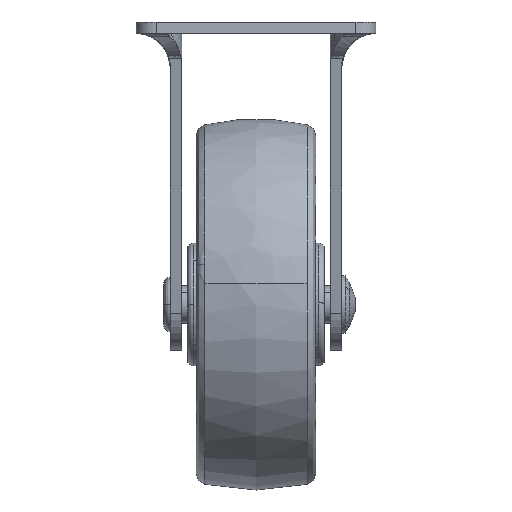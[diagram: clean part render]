
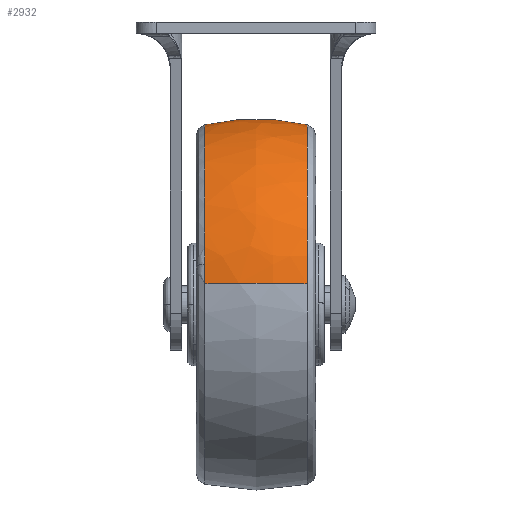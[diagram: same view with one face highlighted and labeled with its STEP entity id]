
A CAD part, left-side view. The second image highlights one B-rep face of the part: STEP entity #2932.
In plain terms, the highlighted free-form (B-spline) face has degree [2, 2] with [5, 3] control points.
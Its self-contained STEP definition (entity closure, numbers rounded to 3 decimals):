
#2337=CARTESIAN_POINT('',(0.0,-8.947,31.486));
#2338=VERTEX_POINT('',#2337);
#2356=CARTESIAN_POINT('',(-31.276,-8.947,3.636));
#2357=VERTEX_POINT('',#2356);
#2358=CARTESIAN_POINT('',(0.0,-8.947,31.486));
#2359=CARTESIAN_POINT('',(-1.491,-8.947,31.487));
#2360=CARTESIAN_POINT('',(-4.116,-8.947,31.3));
#2361=CARTESIAN_POINT('',(-8.335,-8.947,30.462));
#2362=CARTESIAN_POINT('',(-11.902,-8.947,29.241));
#2363=CARTESIAN_POINT('',(-15.121,-8.947,27.667));
#2364=CARTESIAN_POINT('',(-17.776,-8.947,26.056));
#2365=CARTESIAN_POINT('',(-20.634,-8.947,23.892));
#2366=CARTESIAN_POINT('',(-23.202,-8.947,21.387));
#2367=CARTESIAN_POINT('',(-25.655,-8.947,18.379));
#2368=CARTESIAN_POINT('',(-27.617,-8.947,15.302));
#2369=CARTESIAN_POINT('',(-29.143,-8.947,12.058));
#2370=CARTESIAN_POINT('',(-30.478,-8.947,8.287));
#2371=CARTESIAN_POINT('',(-31.056,-8.947,5.532));
#2372=CARTESIAN_POINT('',(-31.276,-8.947,3.636));
#2373=B_SPLINE_CURVE_WITH_KNOTS('',3,(#2358,#2359,#2360,#2361,#2362,#2363,#2364,#2365,#2366,#2367,#2368,#2369,#2370,#2371,#2372),.UNSPECIFIED.,.F.,.U.,(4,1,1,1,1,1,1,1,1,1,1,1,4),(0.,4.474,7.874,12.886,15.749,18.612,22.192,26.487,29.35,33.825,37.404,40.088,45.815),.UNSPECIFIED.);
#2374=EDGE_CURVE('',#2338,#2357,#2373,.T.);
#2434=CARTESIAN_POINT('',(0.0,8.947,31.486));
#2435=VERTEX_POINT('',#2434);
#2510=CARTESIAN_POINT('',(-30.684,8.947,7.061));
#2511=VERTEX_POINT('',#2510);
#2523=CARTESIAN_POINT('',(0.0,8.947,31.486));
#2524=CARTESIAN_POINT('',(-1.488,8.947,31.487));
#2525=CARTESIAN_POINT('',(-3.914,8.947,31.314));
#2526=CARTESIAN_POINT('',(-7.655,8.947,30.608));
#2527=CARTESIAN_POINT('',(-10.878,8.947,29.623));
#2528=CARTESIAN_POINT('',(-14.418,8.947,28.075));
#2529=CARTESIAN_POINT('',(-17.706,8.947,26.146));
#2530=CARTESIAN_POINT('',(-21.236,8.947,23.396));
#2531=CARTESIAN_POINT('',(-24.069,8.947,20.443));
#2532=CARTESIAN_POINT('',(-26.192,8.947,17.55));
#2533=CARTESIAN_POINT('',(-27.877,8.947,14.765));
#2534=CARTESIAN_POINT('',(-29.473,8.947,11.365));
#2535=CARTESIAN_POINT('',(-30.338,8.947,8.566));
#2536=CARTESIAN_POINT('',(-30.684,8.947,7.061));
#2537=B_SPLINE_CURVE_WITH_KNOTS('',3,(#2523,#2524,#2525,#2526,#2527,#2528,#2529,#2530,#2531,#2532,#2533,#2534,#2535,#2536),.UNSPECIFIED.,.F.,.U.,(4,1,1,1,1,1,1,1,1,1,1,4),(0.,4.465,7.277,11.411,14.553,18.853,22.822,27.949,31.091,33.572,37.706,42.337),.UNSPECIFIED.);
#2538=EDGE_CURVE('',#2435,#2511,#2537,.T.);
#2591=CARTESIAN_POINT('',(-31.276,8.947,3.636));
#2592=VERTEX_POINT('',#2591);
#2612=CARTESIAN_POINT('',(-30.684,8.947,7.061));
#2613=CARTESIAN_POINT('',(-30.944,8.947,5.932));
#2614=CARTESIAN_POINT('',(-31.142,8.947,4.787));
#2615=CARTESIAN_POINT('',(-31.276,8.947,3.636));
#2616=B_SPLINE_CURVE_WITH_KNOTS('',3,(#2612,#2613,#2614,#2615),.UNSPECIFIED.,.F.,.U.,(4,4),(0.,3.478),.UNSPECIFIED.);
#2617=EDGE_CURVE('',#2511,#2592,#2616,.T.);
#2874=CARTESIAN_POINT('',(-31.276,-8.947,3.636));
#2875=CARTESIAN_POINT('',(-31.589,-7.573,3.672));
#2876=CARTESIAN_POINT('',(-32.119,-4.513,3.734));
#2877=CARTESIAN_POINT('',(-32.346,-0.47,3.76));
#2878=CARTESIAN_POINT('',(-32.153,4.135,3.737));
#2879=CARTESIAN_POINT('',(-31.715,7.023,3.687));
#2880=CARTESIAN_POINT('',(-31.276,8.947,3.636));
#2881=B_SPLINE_CURVE_WITH_KNOTS('',3,(#2874,#2875,#2876,#2877,#2878,#2879,#2880),.UNSPECIFIED.,.F.,.U.,(4,1,1,1,4),(0.,4.23,9.306,12.126,18.047),.UNSPECIFIED.);
#2882=EDGE_CURVE('',#2357,#2592,#2881,.T.);
#2887=CARTESIAN_POINT('',(0.0,-8.947,31.486));
#2888=CARTESIAN_POINT('',(0.0,-6.611,32.023));
#2889=CARTESIAN_POINT('',(0.0,-3.011,32.514));
#2890=CARTESIAN_POINT('',(0.0,3.011,32.514));
#2891=CARTESIAN_POINT('',(0.0,6.611,32.023));
#2892=CARTESIAN_POINT('',(0.0,8.947,31.486));
#2893=B_SPLINE_CURVE_WITH_KNOTS('',3,(#2887,#2888,#2889,#2890,#2891,#2892),.UNSPECIFIED.,.F.,.U.,(4,1,1,4),(0.,7.191,10.857,18.047),.UNSPECIFIED.);
#2894=EDGE_CURVE('',#2338,#2435,#2893,.T.);
#2902=CARTESIAN_POINT('',(0.0,-9.854,31.267));
#2903=CARTESIAN_POINT('',(0.0,-5.004,32.5));
#2904=CARTESIAN_POINT('',(0.0,0.,32.5));
#2905=CARTESIAN_POINT('',(0.0,5.004,32.5));
#2906=CARTESIAN_POINT('',(0.0,9.854,31.267));
#2907=CARTESIAN_POINT('',(-27.843,-9.854,31.267));
#2908=CARTESIAN_POINT('',(-28.941,-5.004,32.5));
#2909=CARTESIAN_POINT('',(-28.941,0.,32.5));
#2910=CARTESIAN_POINT('',(-28.941,5.004,32.5));
#2911=CARTESIAN_POINT('',(-27.843,9.854,31.267));
#2912=CARTESIAN_POINT('',(-31.058,-9.854,3.61));
#2913=CARTESIAN_POINT('',(-32.283,-5.004,3.753));
#2914=CARTESIAN_POINT('',(-32.283,0.,3.753));
#2915=CARTESIAN_POINT('',(-32.283,5.004,3.753));
#2916=CARTESIAN_POINT('',(-31.058,9.854,3.61));
#2924=(BOUNDED_SURFACE()B_SPLINE_SURFACE(2,2,((#2902,#2907,#2912),(#2903,#2908,#2913),(#2904,#2909,#2914),(#2905,#2910,#2915),(#2906,#2911,#2916)),.UNSPECIFIED.,.F.,.F.,.U.)B_SPLINE_SURFACE_WITH_KNOTS((3,2,3),(3,3),(0.0,10.298,20.596),(0.0,49.486),.UNSPECIFIED.)GEOMETRIC_REPRESENTATION_ITEM()RATIONAL_B_SPLINE_SURFACE(((0.93,0.679,0.89),(0.957,0.699,0.916),(1.0,0.731,0.957),(0.957,0.699,0.916),(0.93,0.679,0.89)))REPRESENTATION_ITEM('')SURFACE());
#2925=ORIENTED_EDGE('',*,*,#2374,.F.);
#2926=ORIENTED_EDGE('',*,*,#2894,.T.);
#2927=ORIENTED_EDGE('',*,*,#2538,.T.);
#2928=ORIENTED_EDGE('',*,*,#2617,.T.);
#2929=ORIENTED_EDGE('',*,*,#2882,.F.);
#2930=EDGE_LOOP('',(#2925,#2926,#2927,#2928,#2929));
#2931=FACE_OUTER_BOUND('',#2930,.T.);
#2932=ADVANCED_FACE('',(#2931),#2924,.T.);
